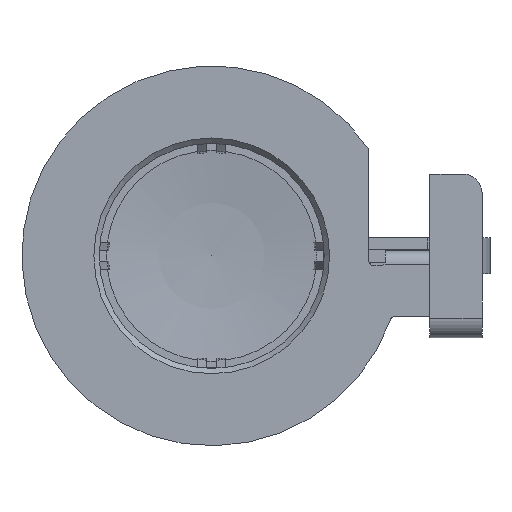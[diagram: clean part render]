
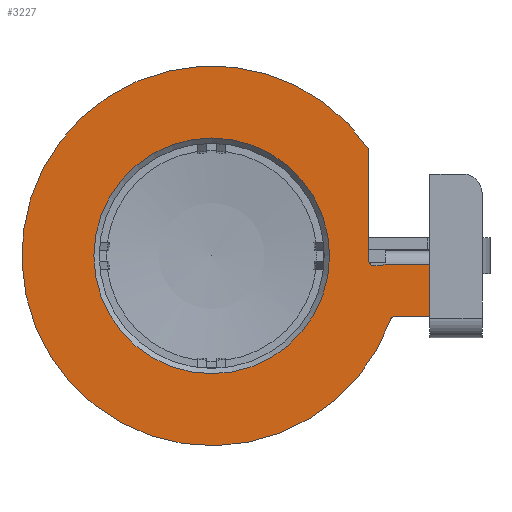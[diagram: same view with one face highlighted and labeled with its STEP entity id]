
A CAD part, front view. The second image highlights one B-rep face of the part: STEP entity #3227.
In plain terms, the highlighted planar face has unit normal (0, -1, 0).
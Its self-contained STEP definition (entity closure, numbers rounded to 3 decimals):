
#320=CIRCLE('',#3569,29.);
#321=CIRCLE('',#3571,0.75);
#327=CIRCLE('',#3580,0.75);
#329=CIRCLE('',#3584,0.75);
#334=CIRCLE('',#3591,18.);
#337=CIRCLE('',#3596,0.75);
#338=CIRCLE('',#3597,0.75);
#1180=ORIENTED_EDGE('',*,*,#1734,.F.);
#1181=ORIENTED_EDGE('',*,*,#1694,.F.);
#1182=ORIENTED_EDGE('',*,*,#1695,.T.);
#1183=ORIENTED_EDGE('',*,*,#1698,.F.);
#1184=ORIENTED_EDGE('',*,*,#1701,.F.);
#1185=ORIENTED_EDGE('',*,*,#1735,.F.);
#1186=ORIENTED_EDGE('',*,*,#1674,.F.);
#1187=ORIENTED_EDGE('',*,*,#1710,.F.);
#1188=ORIENTED_EDGE('',*,*,#1713,.F.);
#1189=ORIENTED_EDGE('',*,*,#1716,.T.);
#1190=ORIENTED_EDGE('',*,*,#1719,.F.);
#1191=ORIENTED_EDGE('',*,*,#1736,.F.);
#1192=ORIENTED_EDGE('',*,*,#1688,.F.);
#1193=ORIENTED_EDGE('',*,*,#1737,.F.);
#1194=ORIENTED_EDGE('',*,*,#1738,.F.);
#1195=ORIENTED_EDGE('',*,*,#1739,.F.);
#1196=ORIENTED_EDGE('',*,*,#1727,.T.);
#1674=EDGE_CURVE('',#2025,#2026,#2268,.T.);
#1688=EDGE_CURVE('',#2036,#2038,#2278,.T.);
#1694=EDGE_CURVE('',#2043,#2041,#320,.T.);
#1695=EDGE_CURVE('',#2043,#2044,#321,.T.);
#1698=EDGE_CURVE('',#2046,#2044,#2284,.T.);
#1701=EDGE_CURVE('',#2048,#2046,#2287,.T.);
#1710=EDGE_CURVE('',#2054,#2025,#327,.T.);
#1713=EDGE_CURVE('',#2056,#2054,#2293,.T.);
#1716=EDGE_CURVE('',#2056,#2058,#329,.T.);
#1719=EDGE_CURVE('',#2060,#2058,#2297,.T.);
#1727=EDGE_CURVE('',#2067,#2067,#334,.T.);
#1734=EDGE_CURVE('',#2041,#2071,#2306,.T.);
#1735=EDGE_CURVE('',#2026,#2048,#2307,.T.);
#1736=EDGE_CURVE('',#2038,#2060,#2308,.T.);
#1737=EDGE_CURVE('',#2072,#2036,#337,.F.);
#1738=EDGE_CURVE('',#2073,#2072,#2309,.T.);
#1739=EDGE_CURVE('',#2071,#2073,#338,.F.);
#2025=VERTEX_POINT('',#5541);
#2026=VERTEX_POINT('',#5543);
#2036=VERTEX_POINT('',#5569);
#2038=VERTEX_POINT('',#5572);
#2041=VERTEX_POINT('',#5579);
#2043=VERTEX_POINT('',#5583);
#2044=VERTEX_POINT('',#5587);
#2046=VERTEX_POINT('',#5593);
#2048=VERTEX_POINT('',#5599);
#2054=VERTEX_POINT('',#5615);
#2056=VERTEX_POINT('',#5621);
#2058=VERTEX_POINT('',#5627);
#2060=VERTEX_POINT('',#5633);
#2067=VERTEX_POINT('',#5649);
#2071=VERTEX_POINT('',#5662);
#2072=VERTEX_POINT('',#5666);
#2073=VERTEX_POINT('',#5668);
#2268=LINE('',#5542,#2513);
#2278=LINE('',#5571,#2523);
#2284=LINE('',#5592,#2529);
#2287=LINE('',#5598,#2532);
#2293=LINE('',#5620,#2538);
#2297=LINE('',#5632,#2542);
#2306=LINE('',#5661,#2551);
#2307=LINE('',#5663,#2552);
#2308=LINE('',#5664,#2553);
#2309=LINE('',#5667,#2554);
#2513=VECTOR('',#4357,1000.);
#2523=VECTOR('',#4381,1000.);
#2529=VECTOR('',#4401,1000.);
#2532=VECTOR('',#4406,1000.);
#2538=VECTOR('',#4428,1000.);
#2542=VECTOR('',#4440,1000.);
#2551=VECTOR('',#4467,1000.);
#2552=VECTOR('',#4468,1000.);
#2553=VECTOR('',#4469,1000.);
#2554=VECTOR('',#4472,1000.);
#2751=EDGE_LOOP('',(#1180,#1181,#1182,#1183,#1184,#1185,#1186,#1187,#1188,
#1189,#1190,#1191,#1192,#1193,#1194,#1195));
#2752=EDGE_LOOP('',(#1196));
#2952=FACE_BOUND('',#2751,.T.);
#2953=FACE_BOUND('',#2752,.T.);
#3062=PLANE('',#3595);
#3227=ADVANCED_FACE('',(#2952,#2953),#3062,.F.);
#3569=AXIS2_PLACEMENT_3D('',#5584,#4390,#4391);
#3571=AXIS2_PLACEMENT_3D('',#5586,#4394,#4395);
#3580=AXIS2_PLACEMENT_3D('',#5614,#4421,#4422);
#3584=AXIS2_PLACEMENT_3D('',#5626,#4433,#4434);
#3591=AXIS2_PLACEMENT_3D('',#5648,#4453,#4454);
#3595=AXIS2_PLACEMENT_3D('',#5660,#4465,#4466);
#3596=AXIS2_PLACEMENT_3D('',#5665,#4470,#4471);
#3597=AXIS2_PLACEMENT_3D('',#5669,#4473,#4474);
#4357=DIRECTION('',(-1.,0.,0.));
#4381=DIRECTION('',(0.,0.,-1.));
#4390=DIRECTION('',(0.,1.,0.));
#4391=DIRECTION('',(1.,0.,0.));
#4394=DIRECTION('',(0.,1.,0.));
#4395=DIRECTION('',(1.,0.,0.));
#4401=DIRECTION('',(0.,0.,1.));
#4406=DIRECTION('',(1.,0.,0.));
#4421=DIRECTION('',(0.,1.,0.));
#4422=DIRECTION('',(1.,0.,0.));
#4428=DIRECTION('',(0.,0.,-1.));
#4433=DIRECTION('',(0.,1.,0.));
#4434=DIRECTION('',(1.,0.,0.));
#4440=DIRECTION('',(-1.,0.,0.));
#4453=DIRECTION('',(0.,1.,0.));
#4454=DIRECTION('',(1.,0.,0.));
#4465=DIRECTION('',(0.,1.,0.));
#4466=DIRECTION('',(0.,0.,1.));
#4467=DIRECTION('',(-1.,0.,0.));
#4468=DIRECTION('',(0.,0.,1.));
#4469=DIRECTION('',(0.,0.,-1.));
#4470=DIRECTION('',(0.,1.,0.));
#4471=DIRECTION('',(0.,0.,1.));
#4472=DIRECTION('',(0.,0.,-1.));
#4473=DIRECTION('',(0.,1.,0.));
#4474=DIRECTION('',(0.,0.,1.));
#5541=CARTESIAN_POINT('',(-4.75,0.,-41.3));
#5542=CARTESIAN_POINT('',(-4.75,0.,-41.3));
#5543=CARTESIAN_POINT('',(-9.5,0.,-41.3));
#5569=CARTESIAN_POINT('',(-1.25,0.,-26.309));
#5571=CARTESIAN_POINT('',(-1.25,0.,-26.25));
#5572=CARTESIAN_POINT('',(-1.25,0.,-26.5));
#5579=CARTESIAN_POINT('',(16.279,0.,-24.));
#5583=CARTESIAN_POINT('',(-9.748,0.,-27.313));
#5584=CARTESIAN_POINT('',(0.,0.,0.));
#5586=CARTESIAN_POINT('',(-10.,0.,-28.019));
#5587=CARTESIAN_POINT('',(-9.25,0.,-28.019));
#5592=CARTESIAN_POINT('',(-9.25,0.,-33.3));
#5593=CARTESIAN_POINT('',(-9.25,0.,-33.3));
#5598=CARTESIAN_POINT('',(-9.5,0.,-33.3));
#5599=CARTESIAN_POINT('',(-9.5,0.,-33.3));
#5614=CARTESIAN_POINT('',(-4.75,0.,-40.55));
#5615=CARTESIAN_POINT('',(-4.,0.,-40.55));
#5620=CARTESIAN_POINT('',(-4.,0.,-40.25));
#5621=CARTESIAN_POINT('',(-4.,0.,-40.25));
#5626=CARTESIAN_POINT('',(-3.25,0.,-40.25));
#5627=CARTESIAN_POINT('',(-3.25,0.,-39.5));
#5632=CARTESIAN_POINT('',(-1.25,0.,-39.5));
#5633=CARTESIAN_POINT('',(-1.25,0.,-39.5));
#5648=CARTESIAN_POINT('',(0.,0.,0.));
#5649=CARTESIAN_POINT('',(18.,0.,0.));
#5660=CARTESIAN_POINT('',(-10.,0.,-28.019));
#5661=CARTESIAN_POINT('',(-10.,0.,-24.));
#5662=CARTESIAN_POINT('',(-0.75,0.,-24.));
#5663=CARTESIAN_POINT('',(-9.5,0.,-41.3));
#5664=CARTESIAN_POINT('',(-1.25,0.,-26.5));
#5665=CARTESIAN_POINT('',(-0.75,0.,-25.75));
#5666=CARTESIAN_POINT('',(-1.5,0.,-25.75));
#5667=CARTESIAN_POINT('',(-1.5,0.,-28.019));
#5668=CARTESIAN_POINT('',(-1.5,0.,-24.75));
#5669=CARTESIAN_POINT('',(-0.75,0.,-24.75));
